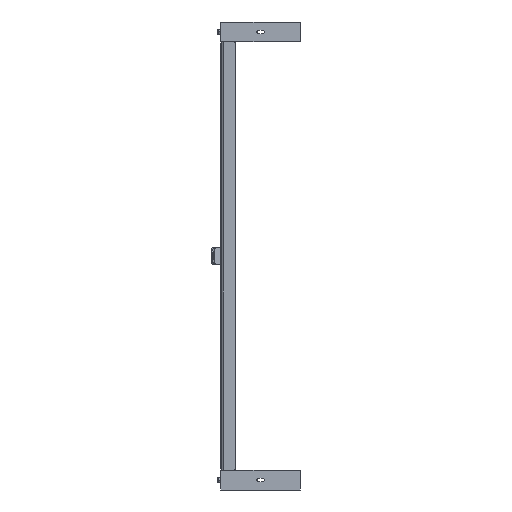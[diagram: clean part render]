
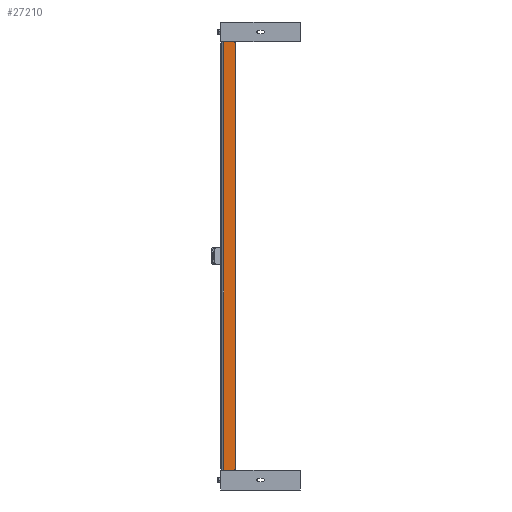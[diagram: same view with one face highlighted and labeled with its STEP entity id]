
A CAD part, left-side view. The second image highlights one B-rep face of the part: STEP entity #27210.
In plain terms, the highlighted planar face has unit normal (-1, 0, 0).
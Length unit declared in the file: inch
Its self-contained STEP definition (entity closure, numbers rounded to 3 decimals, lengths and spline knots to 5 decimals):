
#360 = CARTESIAN_POINT ( 'NONE',  ( 0., 4.982, 33.6105 ) ) ;
#683 = CARTESIAN_POINT ( 'NONE',  ( 0., 4.982, 33.6705 ) ) ;
#867 = VERTEX_POINT ( 'NONE', #28056 ) ;
#1070 = VECTOR ( 'NONE', #27794, 39.37008 ) ;
#1618 = CARTESIAN_POINT ( 'NONE',  ( 0., 5.39068, 33.6705 ) ) ;
#3984 = ORIENTED_EDGE ( 'NONE', *, *, #29691, .F. ) ;
#4152 = EDGE_LOOP ( 'NONE', ( #26646, #22173, #3984, #27444, #5076, #17920 ) ) ;
#5076 = ORIENTED_EDGE ( 'NONE', *, *, #26997, .F. ) ;
#6605 = LINE ( 'NONE', #1618, #1070 ) ;
#7476 = VERTEX_POINT ( 'NONE', #20072 ) ;
#8745 = PLANE ( 'NONE',  #14049 ) ;
#9520 = EDGE_CURVE ( 'NONE', #22269, #9763, #19610, .T. ) ;
#9763 = VERTEX_POINT ( 'NONE', #28581 ) ;
#9814 = VECTOR ( 'NONE', #29369, 39.37008 ) ;
#9984 = CARTESIAN_POINT ( 'NONE',  ( 0., 4.982, 1.5605 ) ) ;
#10027 = VECTOR ( 'NONE', #13581, 39.37008 ) ;
#10275 = AXIS2_PLACEMENT_3D ( 'NONE', #360, #13769, #23767 ) ;
#10756 = AXIS2_PLACEMENT_3D ( 'NONE', #9984, #15627, #23563 ) ;
#10925 = LINE ( 'NONE', #21418, #9814 ) ;
#10991 = FACE_OUTER_BOUND ( 'NONE', #4152, .T. ) ;
#12953 = EDGE_CURVE ( 'NONE', #13062, #29126, #17174, .T. ) ;
#13062 = VERTEX_POINT ( 'NONE', #14429 ) ;
#13393 = CARTESIAN_POINT ( 'NONE',  ( 0., 4.922, 34.9305 ) ) ;
#13581 = DIRECTION ( 'NONE',  ( 0., 0., -1. ) ) ;
#13769 = DIRECTION ( 'NONE',  ( 1., 0., 0. ) ) ;
#14049 = AXIS2_PLACEMENT_3D ( 'NONE', #13393, #24242, #31831 ) ;
#14429 = CARTESIAN_POINT ( 'NONE',  ( 0., 5.764, 1.5005 ) ) ;
#14592 = EDGE_CURVE ( 'NONE', #9763, #867, #15977, .T. ) ;
#15627 = DIRECTION ( 'NONE',  ( 1., 0., 0. ) ) ;
#15977 = LINE ( 'NONE', #31846, #10027 ) ;
#17174 = LINE ( 'NONE', #22525, #29683 ) ;
#17345 = DIRECTION ( 'NONE',  ( 0., -1., 0. ) ) ;
#17920 = ORIENTED_EDGE ( 'NONE', *, *, #14592, .F. ) ;
#19610 = CIRCLE ( 'NONE', #10275, 0.06 ) ;
#20072 = CARTESIAN_POINT ( 'NONE',  ( 0., 5.764, 33.6705 ) ) ;
#21418 = CARTESIAN_POINT ( 'NONE',  ( 0., 5.764, 33.6705 ) ) ;
#22173 = ORIENTED_EDGE ( 'NONE', *, *, #32068, .F. ) ;
#22269 = VERTEX_POINT ( 'NONE', #683 ) ;
#22525 = CARTESIAN_POINT ( 'NONE',  ( 0., 5.39068, 1.5005 ) ) ;
#23563 = DIRECTION ( 'NONE',  ( 0., 0., 1. ) ) ;
#23767 = DIRECTION ( 'NONE',  ( 0., 0., 1. ) ) ;
#23791 = CARTESIAN_POINT ( 'NONE',  ( 0., 4.982, 1.5005 ) ) ;
#24242 = DIRECTION ( 'NONE',  ( 1., 0., 0. ) ) ;
#26646 = ORIENTED_EDGE ( 'NONE', *, *, #9520, .F. ) ;
#26997 = EDGE_CURVE ( 'NONE', #867, #29126, #29468, .T. ) ;
#27210 = ADVANCED_FACE ( 'NONE', ( #10991 ), #8745, .F. ) ;
#27444 = ORIENTED_EDGE ( 'NONE', *, *, #12953, .T. ) ;
#27794 = DIRECTION ( 'NONE',  ( 0., -1., 0. ) ) ;
#28056 = CARTESIAN_POINT ( 'NONE',  ( 0., 4.922, 1.5605 ) ) ;
#28581 = CARTESIAN_POINT ( 'NONE',  ( 0., 4.922, 33.6105 ) ) ;
#29126 = VERTEX_POINT ( 'NONE', #23791 ) ;
#29369 = DIRECTION ( 'NONE',  ( 0., 0., 1. ) ) ;
#29468 = CIRCLE ( 'NONE', #10756, 0.06 ) ;
#29683 = VECTOR ( 'NONE', #17345, 39.37008 ) ;
#29691 = EDGE_CURVE ( 'NONE', #13062, #7476, #10925, .T. ) ;
#31831 = DIRECTION ( 'NONE',  ( 0., 0., -1. ) ) ;
#31846 = CARTESIAN_POINT ( 'NONE',  ( 0., 4.922, 17.5855 ) ) ;
#32068 = EDGE_CURVE ( 'NONE', #7476, #22269, #6605, .T. ) ;
